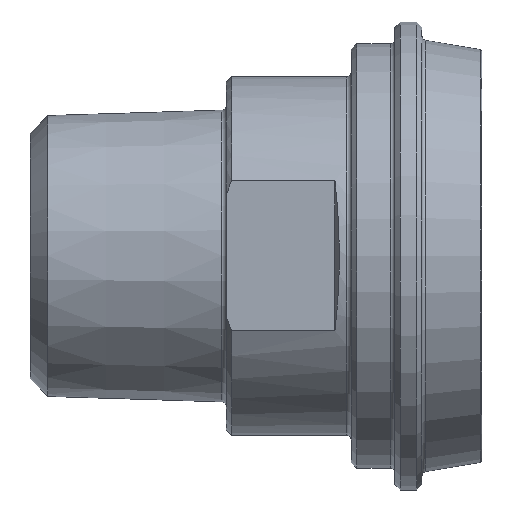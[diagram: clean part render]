
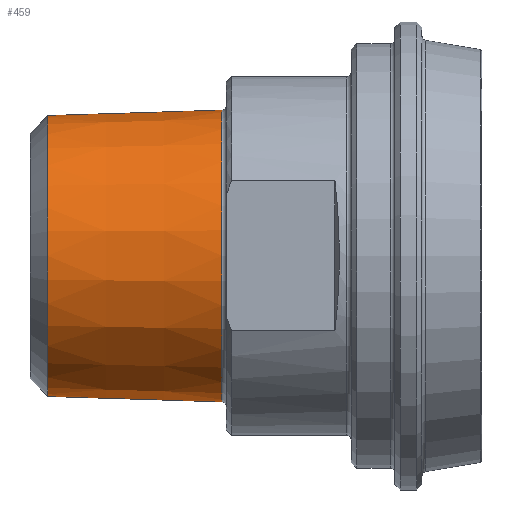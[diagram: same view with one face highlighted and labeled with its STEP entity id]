
A CAD part, top view. The second image highlights one B-rep face of the part: STEP entity #459.
In plain terms, the highlighted conical face has half-angle 1.8 degrees and reference radius 13.133 mm.
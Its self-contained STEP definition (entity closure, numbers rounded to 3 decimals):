
#26=CONICAL_SURFACE('',#519,13.133,0.031);
#46=CIRCLE('',#516,13.403);
#48=CIRCLE('',#518,13.403);
#49=CIRCLE('',#520,12.9);
#50=CIRCLE('',#521,12.9);
#92=FACE_OUTER_BOUND('',#122,.T.);
#122=EDGE_LOOP('',(#340,#341,#342,#343,#344,#345));
#156=LINE('',#799,#176);
#176=VECTOR('',#623,13.133);
#206=VERTEX_POINT('',#792);
#207=VERTEX_POINT('',#793);
#208=VERTEX_POINT('',#798);
#209=VERTEX_POINT('',#800);
#257=EDGE_CURVE('',#206,#207,#46,.T.);
#259=EDGE_CURVE('',#207,#206,#48,.T.);
#260=EDGE_CURVE('',#206,#208,#156,.T.);
#261=EDGE_CURVE('',#209,#208,#49,.T.);
#262=EDGE_CURVE('',#208,#209,#50,.T.);
#340=ORIENTED_EDGE('',*,*,#257,.F.);
#341=ORIENTED_EDGE('',*,*,#260,.T.);
#342=ORIENTED_EDGE('',*,*,#261,.F.);
#343=ORIENTED_EDGE('',*,*,#262,.F.);
#344=ORIENTED_EDGE('',*,*,#260,.F.);
#345=ORIENTED_EDGE('',*,*,#259,.F.);
#459=ADVANCED_FACE('',(#92),#26,.T.);
#516=AXIS2_PLACEMENT_3D('',#794,#615,#616);
#518=AXIS2_PLACEMENT_3D('',#796,#619,#620);
#519=AXIS2_PLACEMENT_3D('',#797,#621,#622);
#520=AXIS2_PLACEMENT_3D('',#801,#624,#625);
#521=AXIS2_PLACEMENT_3D('',#802,#626,#627);
#615=DIRECTION('center_axis',(1.,0.,0.));
#616=DIRECTION('ref_axis',(0.,-1.,0.));
#619=DIRECTION('center_axis',(1.,0.,0.));
#620=DIRECTION('ref_axis',(0.,-1.,0.));
#621=DIRECTION('center_axis',(1.,0.,0.));
#622=DIRECTION('ref_axis',(0.,1.,0.));
#623=DIRECTION('',(-1.,0.031,0.));
#624=DIRECTION('center_axis',(-1.,0.,0.));
#625=DIRECTION('ref_axis',(0.,-1.,0.));
#626=DIRECTION('center_axis',(-1.,0.,0.));
#627=DIRECTION('ref_axis',(0.,-1.,0.));
#792=CARTESIAN_POINT('',(-23.887,-13.403,0.));
#793=CARTESIAN_POINT('',(-23.887,0.,13.403));
#794=CARTESIAN_POINT('Origin',(-23.887,0.,0.));
#796=CARTESIAN_POINT('Origin',(-23.887,0.,0.));
#797=CARTESIAN_POINT('Origin',(-32.5,0.,0.));
#798=CARTESIAN_POINT('',(-39.901,-12.9,0.));
#799=CARTESIAN_POINT('',(-32.5,-13.133,0.));
#800=CARTESIAN_POINT('',(-39.901,12.9,0.));
#801=CARTESIAN_POINT('Origin',(-39.901,0.,0.));
#802=CARTESIAN_POINT('Origin',(-39.901,0.,0.));
